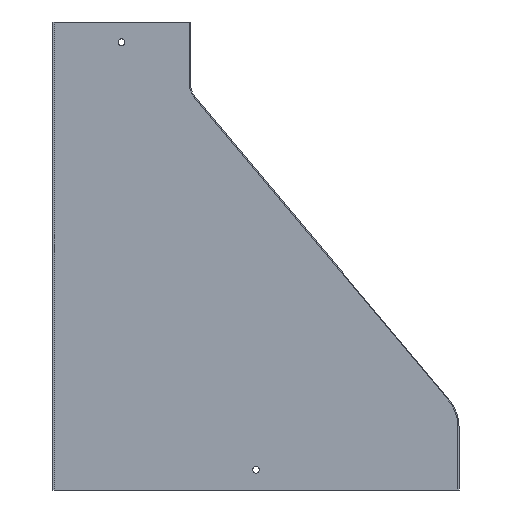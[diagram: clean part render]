
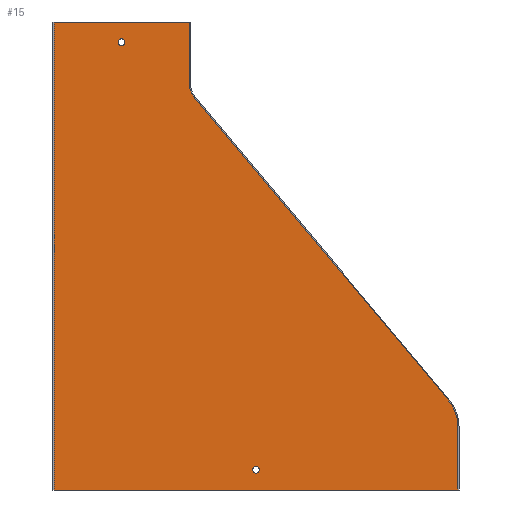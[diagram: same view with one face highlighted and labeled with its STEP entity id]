
A CAD part, front view. The second image highlights one B-rep face of the part: STEP entity #15.
In plain terms, the highlighted planar face has unit normal (0, -1, 0).
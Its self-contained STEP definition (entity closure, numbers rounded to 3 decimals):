
#15 = ADVANCED_FACE ( 'NONE', ( #539, #527, #532 ), #643, .F. ) ;
#89 = ORIENTED_EDGE ( 'NONE', *, *, #417, .F. ) ;
#91 = ORIENTED_EDGE ( 'NONE', *, *, #420, .T. ) ;
#92 = ORIENTED_EDGE ( 'NONE', *, *, #419, .F. ) ;
#93 = ORIENTED_EDGE ( 'NONE', *, *, #189, .T. ) ;
#94 = ORIENTED_EDGE ( 'NONE', *, *, #187, .F. ) ;
#96 = ORIENTED_EDGE ( 'NONE', *, *, #190, .F. ) ;
#109 = ORIENTED_EDGE ( 'NONE', *, *, #185, .F. ) ;
#110 = ORIENTED_EDGE ( 'NONE', *, *, #421, .F. ) ;
#116 = ORIENTED_EDGE ( 'NONE', *, *, #422, .F. ) ;
#119 = ORIENTED_EDGE ( 'NONE', *, *, #182, .F. ) ;
#182 = EDGE_CURVE ( 'NONE', #588, #586, #518, .T. ) ;
#185 = EDGE_CURVE ( 'NONE', #585, #588, #508, .T. ) ;
#187 = EDGE_CURVE ( 'NONE', #592, #585, #506, .T. ) ;
#189 = EDGE_CURVE ( 'NONE', #592, #587, #502, .T. ) ;
#190 = EDGE_CURVE ( 'NONE', #288, #288, #504, .T. ) ;
#197 = AXIS2_PLACEMENT_3D ( 'NONE', #639, #681, #687 ) ;
#204 = AXIS2_PLACEMENT_3D ( 'NONE', #660, #636, #661 ) ;
#206 = AXIS2_PLACEMENT_3D ( 'NONE', #646, #625, #680 ) ;
#225 = VECTOR ( 'NONE', #300, 1000. ) ;
#229 = CIRCLE ( 'NONE', #600, 2.5 ) ;
#230 = LINE ( 'NONE', #381, #269 ) ;
#258 = VERTEX_POINT ( 'NONE', #333 ) ;
#269 = VECTOR ( 'NONE', #342, 1000. ) ;
#285 = LINE ( 'NONE', #386, #292 ) ;
#286 = CIRCLE ( 'NONE', #601, 31.2 ) ;
#287 = LINE ( 'NONE', #350, #225 ) ;
#288 = VERTEX_POINT ( 'NONE', #325 ) ;
#292 = VECTOR ( 'NONE', #309, 1000. ) ;
#300 = DIRECTION ( 'NONE',  ( 0., 0., 1. ) ) ;
#303 = DIRECTION ( 'NONE',  ( 0., 0., 1. ) ) ;
#308 = CARTESIAN_POINT ( 'NONE',  ( 0.8, 0., -348. ) ) ;
#309 = DIRECTION ( 'NONE',  ( 1., 0., 0. ) ) ;
#312 = CARTESIAN_POINT ( 'NONE',  ( 101.2, 0., 0. ) ) ;
#316 = CARTESIAN_POINT ( 'NONE',  ( 51., 0., -15. ) ) ;
#317 = DIRECTION ( 'NONE',  ( 0., -1., 0. ) ) ;
#325 = CARTESIAN_POINT ( 'NONE',  ( 151., 0., -330.5 ) ) ;
#326 = CARTESIAN_POINT ( 'NONE',  ( 105.607, 0., -56.892 ) ) ;
#327 = CARTESIAN_POINT ( 'NONE',  ( 0.8, 0., 0. ) ) ;
#331 = CARTESIAN_POINT ( 'NONE',  ( 270., 0., -301.016 ) ) ;
#333 = CARTESIAN_POINT ( 'NONE',  ( 51., 0., -12.5 ) ) ;
#335 = CARTESIAN_POINT ( 'NONE',  ( 301.2, 0., -301.016 ) ) ;
#336 = CARTESIAN_POINT ( 'NONE',  ( 301.2, 0., -348. ) ) ;
#340 = CARTESIAN_POINT ( 'NONE',  ( 101.2, 0., -44.797 ) ) ;
#342 = DIRECTION ( 'NONE',  ( 0., 0., -1. ) ) ;
#350 = CARTESIAN_POINT ( 'NONE',  ( 0.8, 0., -44.797 ) ) ;
#359 = CARTESIAN_POINT ( 'NONE',  ( 293.886, 0., -280.944 ) ) ;
#370 = DIRECTION ( 'NONE',  ( 0., 0., 1. ) ) ;
#375 = DIRECTION ( 'NONE',  ( 0., 1., 0. ) ) ;
#381 = CARTESIAN_POINT ( 'NONE',  ( 301.2, 0., -44.797 ) ) ;
#386 = CARTESIAN_POINT ( 'NONE',  ( 302., 0., -348. ) ) ;
#417 = EDGE_CURVE ( 'NONE', #258, #258, #229, .T. ) ;
#419 = EDGE_CURVE ( 'NONE', #589, #587, #287, .T. ) ;
#420 = EDGE_CURVE ( 'NONE', #589, #591, #285, .T. ) ;
#421 = EDGE_CURVE ( 'NONE', #590, #591, #230, .T. ) ;
#422 = EDGE_CURVE ( 'NONE', #586, #590, #286, .T. ) ;
#499 = VECTOR ( 'NONE', #677, 1000. ) ;
#502 = LINE ( 'NONE', #674, #499 ) ;
#503 = VECTOR ( 'NONE', #634, 1000. ) ;
#504 = CIRCLE ( 'NONE', #197, 2.5 ) ;
#506 = LINE ( 'NONE', #658, #503 ) ;
#508 = CIRCLE ( 'NONE', #204, 18.8 ) ;
#518 = LINE ( 'NONE', #659, #525 ) ;
#525 = VECTOR ( 'NONE', #692, 1000. ) ;
#527 = FACE_OUTER_BOUND ( 'NONE', #556, .T. ) ;
#532 = FACE_BOUND ( 'NONE', #557, .T. ) ;
#539 = FACE_BOUND ( 'NONE', #554, .T. ) ;
#554 = EDGE_LOOP ( 'NONE', ( #89 ) ) ;
#556 = EDGE_LOOP ( 'NONE', ( #92, #91, #110, #116, #119, #109, #94, #93 ) ) ;
#557 = EDGE_LOOP ( 'NONE', ( #96 ) ) ;
#585 = VERTEX_POINT ( 'NONE', #340 ) ;
#586 = VERTEX_POINT ( 'NONE', #359 ) ;
#587 = VERTEX_POINT ( 'NONE', #327 ) ;
#588 = VERTEX_POINT ( 'NONE', #326 ) ;
#589 = VERTEX_POINT ( 'NONE', #308 ) ;
#590 = VERTEX_POINT ( 'NONE', #335 ) ;
#591 = VERTEX_POINT ( 'NONE', #336 ) ;
#592 = VERTEX_POINT ( 'NONE', #312 ) ;
#600 = AXIS2_PLACEMENT_3D ( 'NONE', #316, #317, #303 ) ;
#601 = AXIS2_PLACEMENT_3D ( 'NONE', #331, #375, #370 ) ;
#625 = DIRECTION ( 'NONE',  ( 0., 1., 0. ) ) ;
#634 = DIRECTION ( 'NONE',  ( 0., 0., -1. ) ) ;
#636 = DIRECTION ( 'NONE',  ( 0., -1., 0. ) ) ;
#639 = CARTESIAN_POINT ( 'NONE',  ( 151., 0., -333. ) ) ;
#643 = PLANE ( 'NONE',  #206 ) ;
#646 = CARTESIAN_POINT ( 'NONE',  ( 120., 0., -44.797 ) ) ;
#658 = CARTESIAN_POINT ( 'NONE',  ( 101.2, 0., -44.797 ) ) ;
#659 = CARTESIAN_POINT ( 'NONE',  ( 105.607, 0., -56.892 ) ) ;
#660 = CARTESIAN_POINT ( 'NONE',  ( 120., 0., -44.797 ) ) ;
#661 = DIRECTION ( 'NONE',  ( 0., 0., 1. ) ) ;
#674 = CARTESIAN_POINT ( 'NONE',  ( 102., 0., 0. ) ) ;
#677 = DIRECTION ( 'NONE',  ( -1., 0., 0. ) ) ;
#680 = DIRECTION ( 'NONE',  ( 0., 0., 1. ) ) ;
#681 = DIRECTION ( 'NONE',  ( 0., -1., 0. ) ) ;
#687 = DIRECTION ( 'NONE',  ( 0., 0., 1. ) ) ;
#692 = DIRECTION ( 'NONE',  ( 0.643, 0., -0.766 ) ) ;
